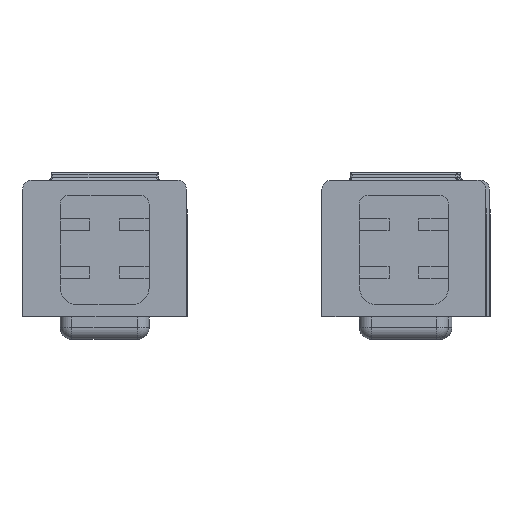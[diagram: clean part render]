
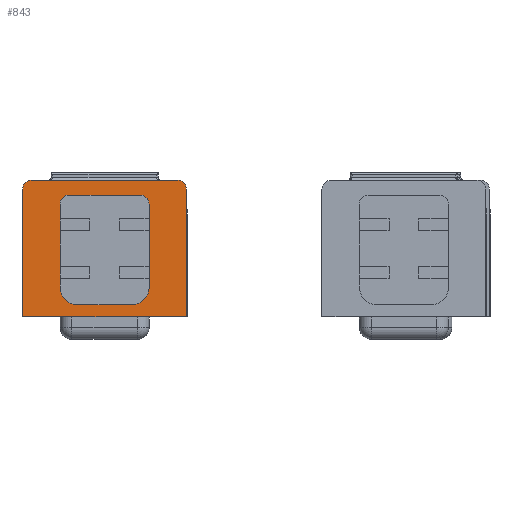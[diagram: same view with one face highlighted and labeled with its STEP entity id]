
A CAD part, front view. The second image highlights one B-rep face of the part: STEP entity #843.
In plain terms, the highlighted planar face has unit normal (0, -1, 0).
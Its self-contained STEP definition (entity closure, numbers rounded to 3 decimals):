
#723=FACE_BOUND('',#2623,.T.);
#724=FACE_BOUND('',#2624,.T.);
#843=ADVANCED_FACE('',(#723,#724),#1565,.T.);
#1565=PLANE('',#15697);
#2623=EDGE_LOOP('',(#4315,#4316,#4317,#4318,#4319,#4320,#4321,#4322));
#2624=EDGE_LOOP('',(#4323,#4324,#4325,#4326,#4327,#4328));
#3411=CIRCLE('',#15689,3.);
#3412=CIRCLE('',#15692,1.5);
#3413=CIRCLE('',#15693,1.5);
#3414=CIRCLE('',#15694,3.);
#3415=CIRCLE('',#15695,1.5);
#3416=CIRCLE('',#15696,1.5);
#4315=ORIENTED_EDGE('',*,*,#10273,.F.);
#4316=ORIENTED_EDGE('',*,*,#10274,.F.);
#4317=ORIENTED_EDGE('',*,*,#10275,.F.);
#4318=ORIENTED_EDGE('',*,*,#10276,.F.);
#4319=ORIENTED_EDGE('',*,*,#10268,.F.);
#4320=ORIENTED_EDGE('',*,*,#10272,.T.);
#4321=ORIENTED_EDGE('',*,*,#10277,.F.);
#4322=ORIENTED_EDGE('',*,*,#10278,.F.);
#4323=ORIENTED_EDGE('',*,*,#10279,.T.);
#4324=ORIENTED_EDGE('',*,*,#10280,.F.);
#4325=ORIENTED_EDGE('',*,*,#10281,.T.);
#4326=ORIENTED_EDGE('',*,*,#10282,.F.);
#4327=ORIENTED_EDGE('',*,*,#10283,.F.);
#4328=ORIENTED_EDGE('',*,*,#10284,.F.);
#8559=VERTEX_POINT('',#21994);
#8560=VERTEX_POINT('',#21995);
#8561=VERTEX_POINT('',#22000);
#8562=VERTEX_POINT('',#22004);
#8563=VERTEX_POINT('',#22005);
#8564=VERTEX_POINT('',#22007);
#8565=VERTEX_POINT('',#22009);
#8566=VERTEX_POINT('',#22012);
#8567=VERTEX_POINT('',#22015);
#8568=VERTEX_POINT('',#22016);
#8569=VERTEX_POINT('',#22018);
#8570=VERTEX_POINT('',#22020);
#8571=VERTEX_POINT('',#22022);
#8572=VERTEX_POINT('',#22024);
#10268=EDGE_CURVE('',#8559,#8560,#3411,.T.);
#10272=EDGE_CURVE('',#8559,#8561,#12689,.T.);
#10273=EDGE_CURVE('',#8562,#8563,#3412,.T.);
#10274=EDGE_CURVE('',#8564,#8562,#12690,.T.);
#10275=EDGE_CURVE('',#8565,#8564,#3413,.T.);
#10276=EDGE_CURVE('',#8560,#8565,#12691,.T.);
#10277=EDGE_CURVE('',#8566,#8561,#3414,.T.);
#10278=EDGE_CURVE('',#8563,#8566,#12692,.T.);
#10279=EDGE_CURVE('',#8567,#8568,#12693,.T.);
#10280=EDGE_CURVE('',#8569,#8568,#3415,.T.);
#10281=EDGE_CURVE('',#8569,#8570,#12694,.T.);
#10282=EDGE_CURVE('',#8571,#8570,#12695,.T.);
#10283=EDGE_CURVE('',#8572,#8571,#12696,.T.);
#10284=EDGE_CURVE('',#8567,#8572,#3416,.T.);
#12689=LINE('',#22001,#14183);
#12690=LINE('',#22006,#14184);
#12691=LINE('',#22010,#14185);
#12692=LINE('',#22013,#14186);
#12693=LINE('',#22014,#14187);
#12694=LINE('',#22019,#14188);
#12695=LINE('',#22021,#14189);
#12696=LINE('',#22023,#14190);
#14183=VECTOR('',#17343,1.);
#14184=VECTOR('',#17348,1.);
#14185=VECTOR('',#17351,1.);
#14186=VECTOR('',#17354,1.);
#14187=VECTOR('',#17355,1.);
#14188=VECTOR('',#17358,1.);
#14189=VECTOR('',#17359,1.);
#14190=VECTOR('',#17360,1.);
#15689=AXIS2_PLACEMENT_3D('',#21993,#17336,#17337);
#15692=AXIS2_PLACEMENT_3D('',#22003,#17346,#17347);
#15693=AXIS2_PLACEMENT_3D('',#22008,#17349,#17350);
#15694=AXIS2_PLACEMENT_3D('',#22011,#17352,#17353);
#15695=AXIS2_PLACEMENT_3D('',#22017,#17356,#17357);
#15696=AXIS2_PLACEMENT_3D('',#22025,#17361,#17362);
#15697=AXIS2_PLACEMENT_3D('',#22026,#17363,#17364);
#17336=DIRECTION('',(0.,-1.,0.));
#17337=DIRECTION('',(0.,0.,-1.));
#17343=DIRECTION('',(-1.,0.,0.));
#17346=DIRECTION('',(0.,-1.,0.));
#17347=DIRECTION('',(0.,0.,1.));
#17348=DIRECTION('',(-1.,0.,0.));
#17349=DIRECTION('',(0.,-1.,0.));
#17350=DIRECTION('',(1.,0.,0.));
#17351=DIRECTION('',(0.,0.,1.));
#17352=DIRECTION('',(0.,-1.,0.));
#17353=DIRECTION('',(-1.,0.,0.));
#17354=DIRECTION('',(0.,0.,-1.));
#17355=DIRECTION('',(-1.,0.,0.));
#17356=DIRECTION('',(0.,1.,0.));
#17357=DIRECTION('',(-1.,0.,0.));
#17358=DIRECTION('',(0.,0.,-1.));
#17359=DIRECTION('',(-1.,0.,0.));
#17360=DIRECTION('',(0.,0.,-1.));
#17361=DIRECTION('',(0.,1.,0.));
#17362=DIRECTION('',(0.,0.,1.));
#17363=DIRECTION('',(0.,-1.,0.));
#17364=DIRECTION('',(0.,0.,1.));
#21993=CARTESIAN_POINT('',(-17.6,-68.055,-39.));
#21994=CARTESIAN_POINT('',(-17.6,-68.055,-42.));
#21995=CARTESIAN_POINT('',(-14.6,-68.055,-39.));
#22000=CARTESIAN_POINT('',(-26.6,-68.055,-42.));
#22001=CARTESIAN_POINT('',(-17.6,-68.055,-42.));
#22003=CARTESIAN_POINT('',(-28.1,-68.055,-25.));
#22004=CARTESIAN_POINT('',(-28.1,-68.055,-23.5));
#22005=CARTESIAN_POINT('',(-29.6,-68.055,-25.));
#22006=CARTESIAN_POINT('',(-16.1,-68.055,-23.5));
#22007=CARTESIAN_POINT('',(-16.1,-68.055,-23.5));
#22008=CARTESIAN_POINT('',(-16.1,-68.055,-25.));
#22009=CARTESIAN_POINT('',(-14.6,-68.055,-25.));
#22010=CARTESIAN_POINT('',(-14.6,-68.055,-39.));
#22011=CARTESIAN_POINT('',(-26.6,-68.055,-39.));
#22012=CARTESIAN_POINT('',(-29.6,-68.055,-39.));
#22013=CARTESIAN_POINT('',(-29.6,-68.055,-25.));
#22014=CARTESIAN_POINT('',(-9.8,-68.055,-21.));
#22015=CARTESIAN_POINT('',(-9.8,-68.055,-21.));
#22016=CARTESIAN_POINT('',(-34.4,-68.055,-21.));
#22017=CARTESIAN_POINT('',(-34.4,-68.055,-22.5));
#22018=CARTESIAN_POINT('',(-35.9,-68.055,-22.5));
#22019=CARTESIAN_POINT('',(-35.9,-68.055,-22.5));
#22020=CARTESIAN_POINT('',(-35.9,-68.055,-44.));
#22021=CARTESIAN_POINT('',(-8.3,-68.055,-44.));
#22022=CARTESIAN_POINT('',(-8.3,-68.055,-44.));
#22023=CARTESIAN_POINT('',(-8.3,-68.055,-22.5));
#22024=CARTESIAN_POINT('',(-8.3,-68.055,-22.5));
#22025=CARTESIAN_POINT('',(-9.8,-68.055,-22.5));
#22026=CARTESIAN_POINT('',(-36.,-68.055,-32.5));
